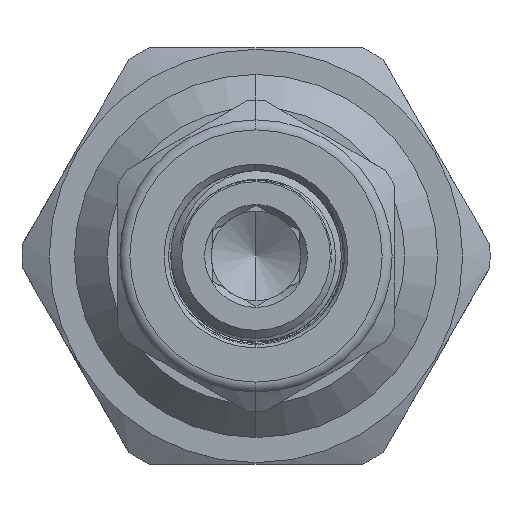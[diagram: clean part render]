
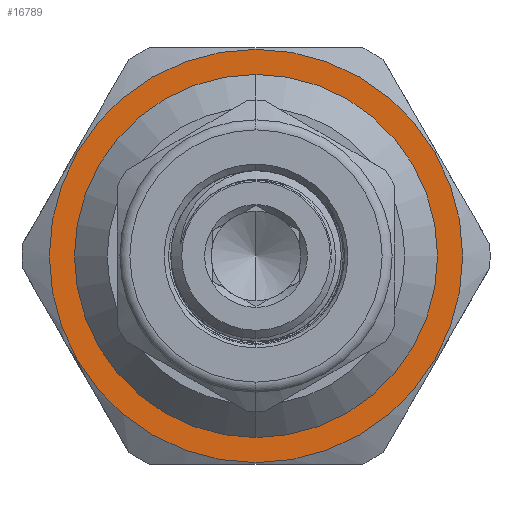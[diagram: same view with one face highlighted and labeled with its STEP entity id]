
A CAD part, left-side view. The second image highlights one B-rep face of the part: STEP entity #16789.
In plain terms, the highlighted planar face has unit normal (-1, 0, 0).
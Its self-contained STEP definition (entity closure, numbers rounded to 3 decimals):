
#556 = FACE_OUTER_BOUND ( 'NONE', #4299, .T. ) ;
#561 = FACE_BOUND ( 'NONE', #4310, .T. ) ;
#1158 = CIRCLE ( 'NONE', #18900, 9.45 ) ;
#4299 = EDGE_LOOP ( 'NONE', ( #7901, #8172 ) ) ;
#4310 = EDGE_LOOP ( 'NONE', ( #7927, #7937 ) ) ;
#4691 = VERTEX_POINT ( 'NONE', #13885 ) ;
#4693 = VERTEX_POINT ( 'NONE', #13766 ) ;
#4711 = VERTEX_POINT ( 'NONE', #14014 ) ;
#4712 = VERTEX_POINT ( 'NONE', #14012 ) ;
#6346 = CARTESIAN_POINT ( 'NONE',  ( 14.1, 10.7, 0. ) ) ;
#6347 = PLANE ( 'NONE',  #6541 ) ;
#6352 = DIRECTION ( 'NONE',  ( 1., 0., 0. ) ) ;
#6353 = DIRECTION ( 'NONE',  ( 0., 0., -1. ) ) ;
#6396 = AXIS2_PLACEMENT_3D ( 'NONE', #15921, #15923, #15925 ) ;
#6467 = AXIS2_PLACEMENT_3D ( 'NONE', #10238, #10239, #10240 ) ;
#6474 = AXIS2_PLACEMENT_3D ( 'NONE', #10166, #10167, #10168 ) ;
#6541 = AXIS2_PLACEMENT_3D ( 'NONE', #6346, #6352, #6353 ) ;
#6765 = CARTESIAN_POINT ( 'NONE',  ( 14.1, 0., 0. ) ) ;
#6767 = DIRECTION ( 'NONE',  ( -1., 0., 0. ) ) ;
#6833 = DIRECTION ( 'NONE',  ( 0., 0., 1. ) ) ;
#7901 = ORIENTED_EDGE ( 'NONE', *, *, #19159, .T. ) ;
#7927 = ORIENTED_EDGE ( 'NONE', *, *, #19351, .F. ) ;
#7937 = ORIENTED_EDGE ( 'NONE', *, *, #19140, .F. ) ;
#8172 = ORIENTED_EDGE ( 'NONE', *, *, #10499, .T. ) ;
#10166 = CARTESIAN_POINT ( 'NONE',  ( 14.1, 0., 0. ) ) ;
#10167 = DIRECTION ( 'NONE',  ( -1., 0., 0. ) ) ;
#10168 = DIRECTION ( 'NONE',  ( 0., 0., 1. ) ) ;
#10238 = CARTESIAN_POINT ( 'NONE',  ( 14.1, 0., 0. ) ) ;
#10239 = DIRECTION ( 'NONE',  ( -1., 0., 0. ) ) ;
#10240 = DIRECTION ( 'NONE',  ( 0., 0., 1. ) ) ;
#10499 = EDGE_CURVE ( 'NONE', #4693, #4691, #1158, .T. ) ;
#13766 = CARTESIAN_POINT ( 'NONE',  ( 14.1, 0., 9.45 ) ) ;
#13885 = CARTESIAN_POINT ( 'NONE',  ( 14.1, 0., -9.45 ) ) ;
#13971 = CIRCLE ( 'NONE', #6396, 8.3 ) ;
#14012 = CARTESIAN_POINT ( 'NONE',  ( 14.1, 0., 8.3 ) ) ;
#14014 = CARTESIAN_POINT ( 'NONE',  ( 14.1, 0., -8.3 ) ) ;
#14125 = CIRCLE ( 'NONE', #6474, 8.3 ) ;
#14145 = CIRCLE ( 'NONE', #6467, 9.45 ) ;
#15921 = CARTESIAN_POINT ( 'NONE',  ( 14.1, 0., 0. ) ) ;
#15923 = DIRECTION ( 'NONE',  ( -1., 0., 0. ) ) ;
#15925 = DIRECTION ( 'NONE',  ( 0., 0., 1. ) ) ;
#16789 = ADVANCED_FACE ( 'NONE', ( #561, #556 ), #6347, .F. ) ;
#18900 = AXIS2_PLACEMENT_3D ( 'NONE', #6765, #6767, #6833 ) ;
#19140 = EDGE_CURVE ( 'NONE', #4711, #4712, #14125, .T. ) ;
#19159 = EDGE_CURVE ( 'NONE', #4691, #4693, #14145, .T. ) ;
#19351 = EDGE_CURVE ( 'NONE', #4712, #4711, #13971, .T. ) ;
